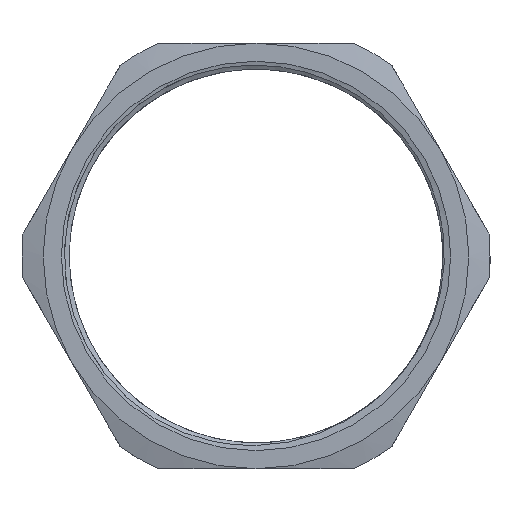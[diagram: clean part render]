
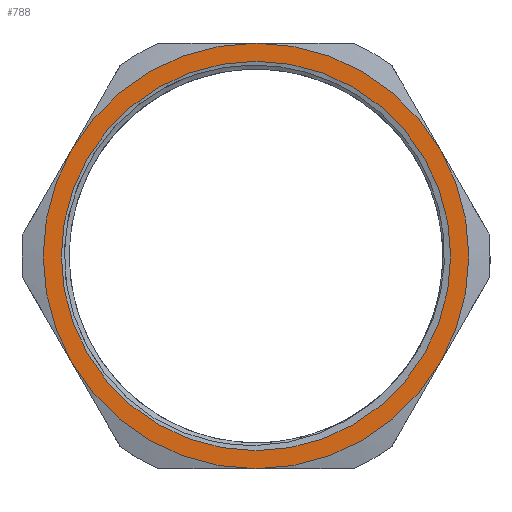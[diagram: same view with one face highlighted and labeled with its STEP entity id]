
A CAD part, top view. The second image highlights one B-rep face of the part: STEP entity #788.
In plain terms, the highlighted planar face has unit normal (0, 0, 1).
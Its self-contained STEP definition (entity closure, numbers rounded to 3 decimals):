
#109=PLANE('',#885);
#125=FACE_BOUND('',#208,.T.);
#160=FACE_OUTER_BOUND('',#207,.T.);
#207=EDGE_LOOP('',(#654,#655,#656,#657,#658,#659));
#208=EDGE_LOOP('',(#660));
#223=CIRCLE('',#813,32.021);
#265=CIRCLE('',#886,35.);
#266=CIRCLE('',#887,35.);
#267=CIRCLE('',#888,35.);
#268=CIRCLE('',#889,35.);
#269=CIRCLE('',#890,35.);
#270=CIRCLE('',#891,35.);
#289=VERTEX_POINT('',#1219);
#336=VERTEX_POINT('',#2081);
#343=VERTEX_POINT('',#2111);
#344=VERTEX_POINT('',#2119);
#352=VERTEX_POINT('',#2173);
#354=VERTEX_POINT('',#2183);
#355=VERTEX_POINT('',#2200);
#365=EDGE_CURVE('',#289,#289,#223,.T.);
#463=EDGE_CURVE('',#354,#352,#265,.T.);
#464=EDGE_CURVE('',#336,#354,#266,.T.);
#465=EDGE_CURVE('',#355,#336,#267,.T.);
#466=EDGE_CURVE('',#343,#355,#268,.T.);
#467=EDGE_CURVE('',#344,#343,#269,.T.);
#468=EDGE_CURVE('',#352,#344,#270,.T.);
#654=ORIENTED_EDGE('',*,*,#463,.F.);
#655=ORIENTED_EDGE('',*,*,#464,.F.);
#656=ORIENTED_EDGE('',*,*,#465,.F.);
#657=ORIENTED_EDGE('',*,*,#466,.F.);
#658=ORIENTED_EDGE('',*,*,#467,.F.);
#659=ORIENTED_EDGE('',*,*,#468,.F.);
#660=ORIENTED_EDGE('',*,*,#365,.T.);
#788=ADVANCED_FACE('',(#160,#125),#109,.T.);
#813=AXIS2_PLACEMENT_3D('',#1220,#918,#919);
#885=AXIS2_PLACEMENT_3D('',#2197,#1092,#1093);
#886=AXIS2_PLACEMENT_3D('',#2198,#1094,#1095);
#887=AXIS2_PLACEMENT_3D('',#2199,#1096,#1097);
#888=AXIS2_PLACEMENT_3D('',#2201,#1098,#1099);
#889=AXIS2_PLACEMENT_3D('',#2202,#1100,#1101);
#890=AXIS2_PLACEMENT_3D('',#2203,#1102,#1103);
#891=AXIS2_PLACEMENT_3D('',#2204,#1104,#1105);
#918=DIRECTION('center_axis',(0.,0.,-1.));
#919=DIRECTION('ref_axis',(0.,-1.,0.));
#1092=DIRECTION('center_axis',(0.,0.,1.));
#1093=DIRECTION('ref_axis',(1.,0.,0.));
#1094=DIRECTION('center_axis',(0.,0.,-1.));
#1095=DIRECTION('ref_axis',(-0.417,0.909,0.));
#1096=DIRECTION('center_axis',(0.,0.,-1.));
#1097=DIRECTION('ref_axis',(-0.996,0.094,0.));
#1098=DIRECTION('center_axis',(0.,0.,-1.));
#1099=DIRECTION('ref_axis',(-0.579,-0.815,0.));
#1100=DIRECTION('center_axis',(0.,0.,-1.));
#1101=DIRECTION('ref_axis',(0.417,-0.909,0.));
#1102=DIRECTION('center_axis',(0.,0.,-1.));
#1103=DIRECTION('ref_axis',(0.996,-0.094,0.));
#1104=DIRECTION('center_axis',(0.,0.,-1.));
#1105=DIRECTION('ref_axis',(0.579,0.815,0.));
#1219=CARTESIAN_POINT('',(0.,-32.021,6.7));
#1220=CARTESIAN_POINT('Origin',(0.,0.,6.7));
#2081=CARTESIAN_POINT('',(-30.311,-17.5,6.7));
#2111=CARTESIAN_POINT('',(30.311,-17.5,6.7));
#2119=CARTESIAN_POINT('',(30.311,17.5,6.7));
#2173=CARTESIAN_POINT('',(0.,35.,6.7));
#2183=CARTESIAN_POINT('',(-30.311,17.5,6.7));
#2197=CARTESIAN_POINT('Origin',(0.,0.,6.7));
#2198=CARTESIAN_POINT('Origin',(0.,0.,6.7));
#2199=CARTESIAN_POINT('Origin',(0.,0.,6.7));
#2200=CARTESIAN_POINT('',(0.,-35.,6.7));
#2201=CARTESIAN_POINT('Origin',(0.,0.,6.7));
#2202=CARTESIAN_POINT('Origin',(0.,0.,6.7));
#2203=CARTESIAN_POINT('Origin',(0.,0.,6.7));
#2204=CARTESIAN_POINT('Origin',(0.,0.,6.7));
